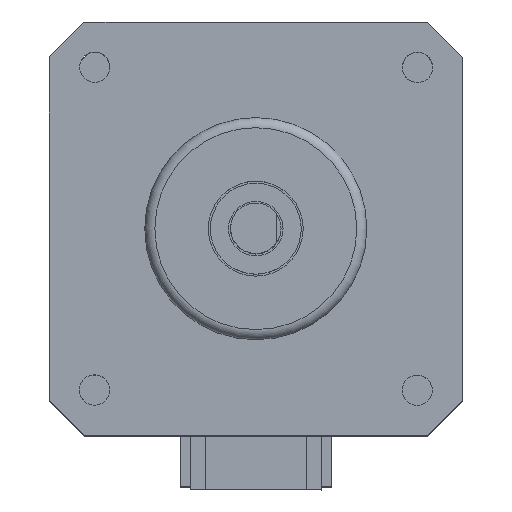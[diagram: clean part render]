
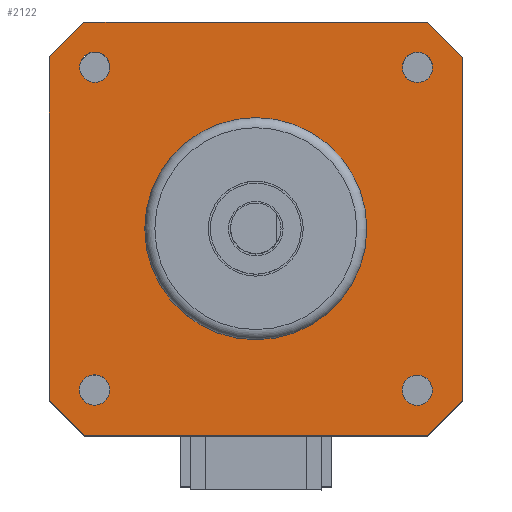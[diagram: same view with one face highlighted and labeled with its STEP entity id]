
A CAD part, top view. The second image highlights one B-rep face of the part: STEP entity #2122.
In plain terms, the highlighted planar face has unit normal (0, 0, 1).
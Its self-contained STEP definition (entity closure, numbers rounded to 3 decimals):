
#20=FACE_BOUND('',#800,.T.);
#21=FACE_BOUND('',#801,.T.);
#22=FACE_BOUND('',#802,.T.);
#23=FACE_BOUND('',#803,.T.);
#24=FACE_BOUND('',#804,.T.);
#70=PLANE('',#2280);
#159=LINE('',#3055,#396);
#183=LINE('',#3104,#420);
#212=LINE('',#3164,#449);
#229=LINE('',#3231,#466);
#230=LINE('',#3232,#467);
#231=LINE('',#3234,#468);
#232=LINE('',#3236,#469);
#233=LINE('',#3237,#470);
#396=VECTOR('',#2461,10.);
#420=VECTOR('',#2499,10.);
#449=VECTOR('',#2550,10.);
#466=VECTOR('',#2629,10.);
#467=VECTOR('',#2630,10.);
#468=VECTOR('',#2631,10.);
#469=VECTOR('',#2632,10.);
#470=VECTOR('',#2633,10.);
#673=FACE_OUTER_BOUND('',#799,.T.);
#799=EDGE_LOOP('',(#1606,#1607,#1608,#1609,#1610,#1611,#1612,#1613));
#800=EDGE_LOOP('',(#1614));
#801=EDGE_LOOP('',(#1615));
#802=EDGE_LOOP('',(#1616));
#803=EDGE_LOOP('',(#1617));
#804=EDGE_LOOP('',(#1618));
#887=CIRCLE('',#2214,11.);
#907=CIRCLE('',#2281,1.5);
#908=CIRCLE('',#2282,1.5);
#909=CIRCLE('',#2283,1.5);
#910=CIRCLE('',#2284,1.5);
#943=VERTEX_POINT('',#2988);
#964=VERTEX_POINT('',#3052);
#965=VERTEX_POINT('',#3054);
#982=VERTEX_POINT('',#3101);
#983=VERTEX_POINT('',#3103);
#1002=VERTEX_POINT('',#3161);
#1003=VERTEX_POINT('',#3163);
#1023=VERTEX_POINT('',#3233);
#1024=VERTEX_POINT('',#3235);
#1025=VERTEX_POINT('',#3238);
#1026=VERTEX_POINT('',#3240);
#1027=VERTEX_POINT('',#3242);
#1028=VERTEX_POINT('',#3244);
#1123=EDGE_CURVE('',#943,#943,#887,.T.);
#1154=EDGE_CURVE('',#965,#964,#159,.T.);
#1178=EDGE_CURVE('',#983,#982,#183,.T.);
#1207=EDGE_CURVE('',#1003,#1002,#212,.T.);
#1238=EDGE_CURVE('',#964,#983,#229,.T.);
#1239=EDGE_CURVE('',#982,#1003,#230,.T.);
#1240=EDGE_CURVE('',#1002,#1023,#231,.T.);
#1241=EDGE_CURVE('',#1023,#1024,#232,.T.);
#1242=EDGE_CURVE('',#1024,#965,#233,.T.);
#1243=EDGE_CURVE('',#1025,#1025,#907,.T.);
#1244=EDGE_CURVE('',#1026,#1026,#908,.T.);
#1245=EDGE_CURVE('',#1027,#1027,#909,.T.);
#1246=EDGE_CURVE('',#1028,#1028,#910,.T.);
#1606=ORIENTED_EDGE('',*,*,#1154,.T.);
#1607=ORIENTED_EDGE('',*,*,#1238,.T.);
#1608=ORIENTED_EDGE('',*,*,#1178,.T.);
#1609=ORIENTED_EDGE('',*,*,#1239,.T.);
#1610=ORIENTED_EDGE('',*,*,#1207,.T.);
#1611=ORIENTED_EDGE('',*,*,#1240,.T.);
#1612=ORIENTED_EDGE('',*,*,#1241,.T.);
#1613=ORIENTED_EDGE('',*,*,#1242,.T.);
#1614=ORIENTED_EDGE('',*,*,#1243,.T.);
#1615=ORIENTED_EDGE('',*,*,#1244,.T.);
#1616=ORIENTED_EDGE('',*,*,#1245,.T.);
#1617=ORIENTED_EDGE('',*,*,#1246,.T.);
#1618=ORIENTED_EDGE('',*,*,#1123,.T.);
#2122=ADVANCED_FACE('',(#673,#20,#21,#22,#23,#24),#70,.T.);
#2214=AXIS2_PLACEMENT_3D('',#2990,#2400,#2401);
#2280=AXIS2_PLACEMENT_3D('',#3230,#2627,#2628);
#2281=AXIS2_PLACEMENT_3D('',#3239,#2634,#2635);
#2282=AXIS2_PLACEMENT_3D('',#3241,#2636,#2637);
#2283=AXIS2_PLACEMENT_3D('',#3243,#2638,#2639);
#2284=AXIS2_PLACEMENT_3D('',#3245,#2640,#2641);
#2400=DIRECTION('center_axis',(0.,0.,-1.));
#2401=DIRECTION('ref_axis',(-1.,0.,0.));
#2461=DIRECTION('',(0.,-1.,0.));
#2499=DIRECTION('',(1.,0.,0.));
#2550=DIRECTION('',(0.,1.,0.));
#2627=DIRECTION('center_axis',(0.,0.,1.));
#2628=DIRECTION('ref_axis',(-1.,0.,0.));
#2629=DIRECTION('',(0.707,-0.707,0.));
#2630=DIRECTION('',(0.707,0.707,0.));
#2631=DIRECTION('',(-0.707,0.707,0.));
#2632=DIRECTION('',(-1.,0.,0.));
#2633=DIRECTION('',(-0.707,-0.707,0.));
#2634=DIRECTION('center_axis',(0.,0.,-1.));
#2635=DIRECTION('ref_axis',(-1.,0.,0.));
#2636=DIRECTION('center_axis',(0.,0.,-1.));
#2637=DIRECTION('ref_axis',(-1.,0.,0.));
#2638=DIRECTION('center_axis',(0.,0.,-1.));
#2639=DIRECTION('ref_axis',(-1.,0.,0.));
#2640=DIRECTION('center_axis',(0.,0.,-1.));
#2641=DIRECTION('ref_axis',(-1.,0.,0.));
#2988=CARTESIAN_POINT('',(-3.521,14.522,30.5));
#2990=CARTESIAN_POINT('Origin',(-14.521,14.522,30.5));
#3052=CARTESIAN_POINT('',(-35.,-2.5,30.5));
#3054=CARTESIAN_POINT('',(-35.,31.543,30.5));
#3055=CARTESIAN_POINT('',(-35.,-2.5,30.5));
#3101=CARTESIAN_POINT('',(2.5,-6.,30.5));
#3103=CARTESIAN_POINT('',(-31.5,-6.,30.5));
#3104=CARTESIAN_POINT('',(2.5,-6.,30.5));
#3161=CARTESIAN_POINT('',(6.,31.501,30.5));
#3163=CARTESIAN_POINT('',(6.,-2.5,30.5));
#3164=CARTESIAN_POINT('',(6.,31.501,30.5));
#3230=CARTESIAN_POINT('Origin',(-14.5,14.5,30.5));
#3231=CARTESIAN_POINT('',(-35.,-2.5,30.5));
#3232=CARTESIAN_POINT('',(2.5,-6.,30.5));
#3233=CARTESIAN_POINT('',(2.501,35.,30.5));
#3234=CARTESIAN_POINT('',(2.501,35.,30.5));
#3235=CARTESIAN_POINT('',(-31.543,35.,30.5));
#3236=CARTESIAN_POINT('',(-31.543,35.,30.5));
#3237=CARTESIAN_POINT('',(-35.,31.543,30.5));
#3238=CARTESIAN_POINT('',(3.,30.5,30.5));
#3239=CARTESIAN_POINT('Origin',(1.5,30.5,30.5));
#3240=CARTESIAN_POINT('',(2.978,-1.478,30.5));
#3241=CARTESIAN_POINT('Origin',(1.478,-1.478,30.5));
#3242=CARTESIAN_POINT('',(-29.,-1.457,30.5));
#3243=CARTESIAN_POINT('Origin',(-30.5,-1.457,30.5));
#3244=CARTESIAN_POINT('',(-28.978,30.522,30.5));
#3245=CARTESIAN_POINT('Origin',(-30.478,30.522,30.5));
